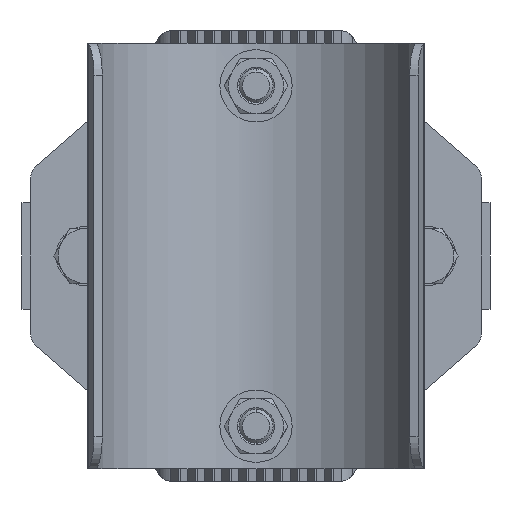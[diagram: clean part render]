
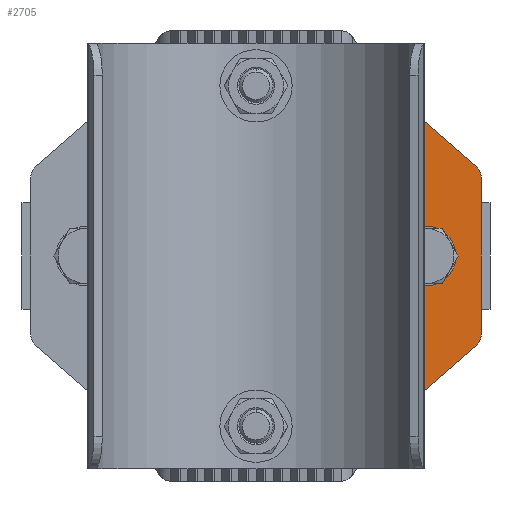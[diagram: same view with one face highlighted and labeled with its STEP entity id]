
A CAD part, front view. The second image highlights one B-rep face of the part: STEP entity #2705.
In plain terms, the highlighted planar face has unit normal (0, -1, 0).
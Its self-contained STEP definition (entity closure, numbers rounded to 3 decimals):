
#1 = CARTESIAN_POINT ( 'NONE',  ( 40., 19.003, 0. ) ) ;
#164 = CARTESIAN_POINT ( 'NONE',  ( 51.622, 19.003, 21.196 ) ) ;
#195 = VECTOR ( 'NONE', #482, 1000. ) ;
#296 = DIRECTION ( 'NONE',  ( -1., 0., 0. ) ) ;
#482 = DIRECTION ( 'NONE',  ( 0., 0., -1. ) ) ;
#626 = FACE_OUTER_BOUND ( 'NONE', #2143, .T. ) ;
#885 = CARTESIAN_POINT ( 'NONE',  ( 53., 19.003, -18.176 ) ) ;
#1049 = VECTOR ( 'NONE', #3611, 1000. ) ;
#1238 = CARTESIAN_POINT ( 'NONE',  ( 29.599, 19.003, -53. ) ) ;
#1348 = VERTEX_POINT ( 'NONE', #3225 ) ;
#1391 = ORIENTED_EDGE ( 'NONE', *, *, #6094, .T. ) ;
#1648 = EDGE_CURVE ( 'NONE', #4068, #1348, #2861, .T. ) ;
#2002 = VERTEX_POINT ( 'NONE', #164 ) ;
#2016 = ORIENTED_EDGE ( 'NONE', *, *, #7844, .T. ) ;
#2143 = EDGE_LOOP ( 'NONE', ( #7883, #4954, #9449, #2016, #4694, #1391 ) ) ;
#2387 = LINE ( 'NONE', #1238, #11584 ) ;
#2705 = ADVANCED_FACE ( 'NONE', ( #8661, #626 ), #4038, .F. ) ;
#2861 = CIRCLE ( 'NONE', #8643, 7. ) ;
#2931 = CARTESIAN_POINT ( 'NONE',  ( 29.599, 19.003, 40.322 ) ) ;
#3076 = VERTEX_POINT ( 'NONE', #10059 ) ;
#3221 = EDGE_CURVE ( 'NONE', #3236, #4331, #11141, .T. ) ;
#3225 = CARTESIAN_POINT ( 'NONE',  ( 34.948, 19.003, 4.846 ) ) ;
#3236 = VERTEX_POINT ( 'NONE', #7977 ) ;
#3611 = DIRECTION ( 'NONE',  ( 0.755, 0., -0.656 ) ) ;
#4038 = PLANE ( 'NONE',  #4337 ) ;
#4068 = VERTEX_POINT ( 'NONE', #5586 ) ;
#4207 = CARTESIAN_POINT ( 'NONE',  ( 53., 19.003, -53. ) ) ;
#4261 = DIRECTION ( 'NONE',  ( 1., 0., 0. ) ) ;
#4331 = VERTEX_POINT ( 'NONE', #885 ) ;
#4337 = AXIS2_PLACEMENT_3D ( 'NONE', #4207, #5793, #4261 ) ;
#4363 = EDGE_CURVE ( 'NONE', #1348, #4068, #5764, .T. ) ;
#4694 = ORIENTED_EDGE ( 'NONE', *, *, #3221, .F. ) ;
#4893 = VECTOR ( 'NONE', #6872, 1000. ) ;
#4919 = DIRECTION ( 'NONE',  ( 0., 1., 0. ) ) ;
#4954 = ORIENTED_EDGE ( 'NONE', *, *, #7362, .T. ) ;
#5206 = CIRCLE ( 'NONE', #7640, 4. ) ;
#5408 = VERTEX_POINT ( 'NONE', #10564 ) ;
#5586 = CARTESIAN_POINT ( 'NONE',  ( 45.051, 19.003, -4.846 ) ) ;
#5764 = CIRCLE ( 'NONE', #10817, 7. ) ;
#5793 = DIRECTION ( 'NONE',  ( 0., 1., 0. ) ) ;
#6094 = EDGE_CURVE ( 'NONE', #3236, #2002, #5206, .T. ) ;
#6243 = LINE ( 'NONE', #8940, #1049 ) ;
#6474 = CIRCLE ( 'NONE', #9284, 4. ) ;
#6775 = CARTESIAN_POINT ( 'NONE',  ( 49., 19.003, -18.176 ) ) ;
#6872 = DIRECTION ( 'NONE',  ( -0.755, 0., -0.656 ) ) ;
#7223 = EDGE_LOOP ( 'NONE', ( #9385, #8493 ) ) ;
#7362 = EDGE_CURVE ( 'NONE', #11289, #5408, #2387, .T. ) ;
#7640 = AXIS2_PLACEMENT_3D ( 'NONE', #9712, #10708, #8957 ) ;
#7844 = EDGE_CURVE ( 'NONE', #3076, #4331, #6474, .T. ) ;
#7883 = ORIENTED_EDGE ( 'NONE', *, *, #8053, .F. ) ;
#7977 = CARTESIAN_POINT ( 'NONE',  ( 53., 19.003, 18.176 ) ) ;
#8053 = EDGE_CURVE ( 'NONE', #11289, #2002, #6243, .T. ) ;
#8383 = CARTESIAN_POINT ( 'NONE',  ( 40., 19.003, 0. ) ) ;
#8493 = ORIENTED_EDGE ( 'NONE', *, *, #1648, .T. ) ;
#8514 = CARTESIAN_POINT ( 'NONE',  ( 53., 19.003, 20. ) ) ;
#8587 = DIRECTION ( 'NONE',  ( 0., -1., 0. ) ) ;
#8632 = CARTESIAN_POINT ( 'NONE',  ( 53., 19.003, -20. ) ) ;
#8643 = AXIS2_PLACEMENT_3D ( 'NONE', #8383, #4919, #9264 ) ;
#8661 = FACE_BOUND ( 'NONE', #7223, .T. ) ;
#8940 = CARTESIAN_POINT ( 'NONE',  ( 15., 19.003, 53. ) ) ;
#8957 = DIRECTION ( 'NONE',  ( 1., 0., 0. ) ) ;
#9159 = DIRECTION ( 'NONE',  ( 0., 1., 0. ) ) ;
#9264 = DIRECTION ( 'NONE',  ( -1., 0., 0. ) ) ;
#9284 = AXIS2_PLACEMENT_3D ( 'NONE', #6775, #8587, #11271 ) ;
#9385 = ORIENTED_EDGE ( 'NONE', *, *, #4363, .T. ) ;
#9449 = ORIENTED_EDGE ( 'NONE', *, *, #10744, .F. ) ;
#9712 = CARTESIAN_POINT ( 'NONE',  ( 49., 19.003, 18.176 ) ) ;
#10059 = CARTESIAN_POINT ( 'NONE',  ( 51.622, 19.003, -21.196 ) ) ;
#10142 = DIRECTION ( 'NONE',  ( 0., 0., -1. ) ) ;
#10564 = CARTESIAN_POINT ( 'NONE',  ( 29.599, 19.003, -40.322 ) ) ;
#10708 = DIRECTION ( 'NONE',  ( 0., -1., 0. ) ) ;
#10744 = EDGE_CURVE ( 'NONE', #3076, #5408, #11262, .T. ) ;
#10817 = AXIS2_PLACEMENT_3D ( 'NONE', #1, #9159, #296 ) ;
#11141 = LINE ( 'NONE', #8514, #195 ) ;
#11262 = LINE ( 'NONE', #8632, #4893 ) ;
#11271 = DIRECTION ( 'NONE',  ( 1., 0., 0. ) ) ;
#11289 = VERTEX_POINT ( 'NONE', #2931 ) ;
#11584 = VECTOR ( 'NONE', #10142, 1000. ) ;
